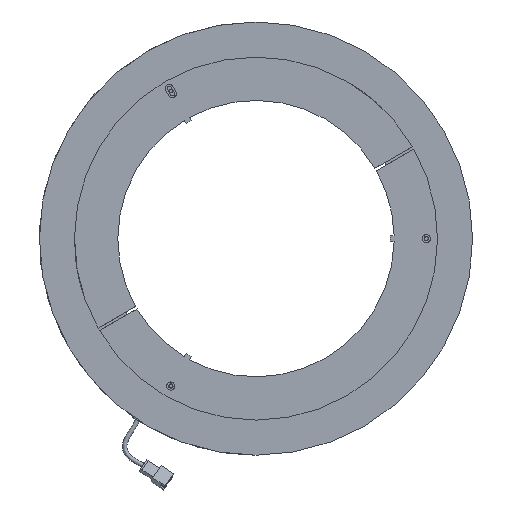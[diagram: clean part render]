
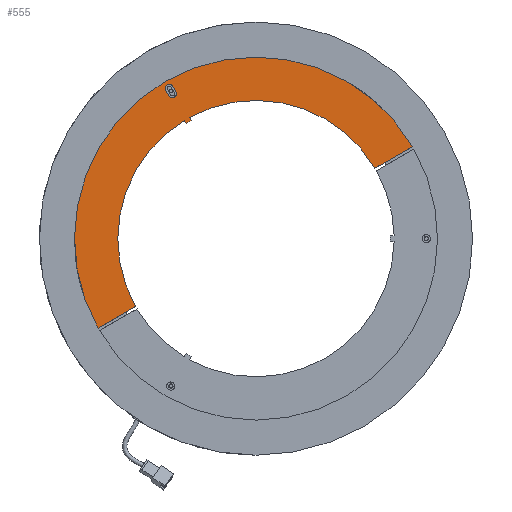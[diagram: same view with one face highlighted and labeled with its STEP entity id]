
A CAD part, front view. The second image highlights one B-rep face of the part: STEP entity #555.
In plain terms, the highlighted planar face has unit normal (0, -1, 0).
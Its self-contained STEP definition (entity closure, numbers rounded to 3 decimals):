
#63 = DIRECTION ( 'NONE',  ( 0.5, 0., -0.866 ) ) ;
#159 = ORIENTED_EDGE ( 'NONE', *, *, #504, .T. ) ;
#160 = ORIENTED_EDGE ( 'NONE', *, *, #477, .T. ) ;
#161 = ORIENTED_EDGE ( 'NONE', *, *, #694, .T. ) ;
#162 = ORIENTED_EDGE ( 'NONE', *, *, #481, .T. ) ;
#163 = ORIENTED_EDGE ( 'NONE', *, *, #502, .T. ) ;
#164 = ORIENTED_EDGE ( 'NONE', *, *, #456, .T. ) ;
#165 = ORIENTED_EDGE ( 'NONE', *, *, #459, .T. ) ;
#166 = ORIENTED_EDGE ( 'NONE', *, *, #464, .F. ) ;
#167 = ORIENTED_EDGE ( 'NONE', *, *, #505, .T. ) ;
#168 = ORIENTED_EDGE ( 'NONE', *, *, #611, .T. ) ;
#169 = ORIENTED_EDGE ( 'NONE', *, *, #675, .F. ) ;
#170 = ORIENTED_EDGE ( 'NONE', *, *, #625, .T. ) ;
#171 = ORIENTED_EDGE ( 'NONE', *, *, #453, .T. ) ;
#424 = CARTESIAN_POINT ( 'NONE',  ( 0., -10., 0. ) ) ;
#425 = DIRECTION ( 'NONE',  ( 0., 1., 0. ) ) ;
#426 = DIRECTION ( 'NONE',  ( 0.5, 0., -0.866 ) ) ;
#432 = CARTESIAN_POINT ( 'NONE',  ( -1.732, -10., -1. ) ) ;
#433 = DIRECTION ( 'NONE',  ( 0.5, 0., -0.866 ) ) ;
#438 = CARTESIAN_POINT ( 'NONE',  ( 0., -10., 0. ) ) ;
#439 = DIRECTION ( 'NONE',  ( 0., 1., 0. ) ) ;
#440 = DIRECTION ( 'NONE',  ( 0.5, 0., -0.866 ) ) ;
#449 = CARTESIAN_POINT ( 'NONE',  ( 1.732, -10., 1. ) ) ;
#453 = EDGE_CURVE ( 'NONE', #1054, #946, #2140, .T. ) ;
#456 = EDGE_CURVE ( 'NONE', #946, #1052, #2149, .T. ) ;
#459 = EDGE_CURVE ( 'NONE', #1052, #954, #2150, .T. ) ;
#464 = EDGE_CURVE ( 'NONE', #1009, #954, #2158, .T. ) ;
#477 = EDGE_CURVE ( 'NONE', #1016, #958, #2173, .T. ) ;
#481 = EDGE_CURVE ( 'NONE', #960, #1019, #2183, .T. ) ;
#502 = EDGE_CURVE ( 'NONE', #1019, #1014, #2200, .T. ) ;
#504 = EDGE_CURVE ( 'NONE', #1014, #1016, #2206, .T. ) ;
#505 = EDGE_CURVE ( 'NONE', #1009, #971, #2207, .T. ) ;
#555 = ADVANCED_FACE ( 'NONE', ( #3846, #3850 ), #3630, .T. ) ;
#611 = EDGE_CURVE ( 'NONE', #971, #1046, #4592, .T. ) ;
#625 = EDGE_CURVE ( 'NONE', #1036, #1054, #4612, .T. ) ;
#675 = EDGE_CURVE ( 'NONE', #1036, #1046, #4687, .T. ) ;
#694 = EDGE_CURVE ( 'NONE', #958, #960, #4707, .T. ) ;
#946 = VERTEX_POINT ( 'NONE', #5502 ) ;
#954 = VERTEX_POINT ( 'NONE', #5508 ) ;
#958 = VERTEX_POINT ( 'NONE', #5511 ) ;
#960 = VERTEX_POINT ( 'NONE', #5513 ) ;
#971 = VERTEX_POINT ( 'NONE', #5527 ) ;
#1009 = VERTEX_POINT ( 'NONE', #5565 ) ;
#1014 = VERTEX_POINT ( 'NONE', #5570 ) ;
#1016 = VERTEX_POINT ( 'NONE', #5572 ) ;
#1019 = VERTEX_POINT ( 'NONE', #5575 ) ;
#1036 = VERTEX_POINT ( 'NONE', #5592 ) ;
#1046 = VERTEX_POINT ( 'NONE', #5602 ) ;
#1052 = VERTEX_POINT ( 'NONE', #5608 ) ;
#1054 = VERTEX_POINT ( 'NONE', #5610 ) ;
#1248 = EDGE_LOOP ( 'NONE', ( #164, #165, #166, #167, #168, #169, #170, #171 ) ) ;
#1259 = EDGE_LOOP ( 'NONE', ( #159, #160, #161, #162, #163 ) ) ;
#2140 = CIRCLE ( 'NONE', #2282, 92.5 ) ;
#2146 = VECTOR ( 'NONE', #433, 1000. ) ;
#2149 = LINE ( 'NONE', #432, #2146 ) ;
#2150 = CIRCLE ( 'NONE', #2284, 90.001 ) ;
#2158 = LINE ( 'NONE', #449, #2161 ) ;
#2161 = VECTOR ( 'NONE', #63, 1000. ) ;
#2173 = LINE ( 'NONE', #2461, #2182 ) ;
#2182 = VECTOR ( 'NONE', #2467, 1000. ) ;
#2183 = CIRCLE ( 'NONE', #2292, 2.75 ) ;
#2200 = LINE ( 'NONE', #2612, #2205 ) ;
#2205 = VECTOR ( 'NONE', #2607, 1000. ) ;
#2206 = CIRCLE ( 'NONE', #2299, 2.75 ) ;
#2207 = CIRCLE ( 'NONE', #2300, 92.5 ) ;
#2282 = AXIS2_PLACEMENT_3D ( 'NONE', #424, #425, #426 ) ;
#2284 = AXIS2_PLACEMENT_3D ( 'NONE', #438, #439, #440 ) ;
#2292 = AXIS2_PLACEMENT_3D ( 'NONE', #2478, #2479, #2480 ) ;
#2299 = AXIS2_PLACEMENT_3D ( 'NONE', #2621, #2622, #2623 ) ;
#2300 = AXIS2_PLACEMENT_3D ( 'NONE', #2626, #2627, #2628 ) ;
#2461 = CARTESIAN_POINT ( 'NONE',  ( -2.382, -10., -1.375 ) ) ;
#2467 = DIRECTION ( 'NONE',  ( -0.5, 0., 0.866 ) ) ;
#2478 = CARTESIAN_POINT ( 'NONE',  ( -57.997, -10., 100.461 ) ) ;
#2479 = DIRECTION ( 'NONE',  ( 0., 1., 0. ) ) ;
#2480 = DIRECTION ( 'NONE',  ( -0.5, 0., 0.866 ) ) ;
#2607 = DIRECTION ( 'NONE',  ( 0.5, 0., -0.866 ) ) ;
#2612 = CARTESIAN_POINT ( 'NONE',  ( 2.382, -10., 1.375 ) ) ;
#2621 = CARTESIAN_POINT ( 'NONE',  ( -55.997, -10., 96.997 ) ) ;
#2622 = DIRECTION ( 'NONE',  ( 0., 1., 0. ) ) ;
#2623 = DIRECTION ( 'NONE',  ( -0.5, 0., 0.866 ) ) ;
#2626 = CARTESIAN_POINT ( 'NONE',  ( 0., -10., 0. ) ) ;
#2627 = DIRECTION ( 'NONE',  ( 0., 1., 0. ) ) ;
#2628 = DIRECTION ( 'NONE',  ( 0.5, 0., -0.866 ) ) ;
#3371 = AXIS2_PLACEMENT_3D ( 'NONE', #3637, #3638, #3639 ) ;
#3630 = PLANE ( 'NONE',  #3371 ) ;
#3637 = CARTESIAN_POINT ( 'NONE',  ( 231.611, -10., 133.711 ) ) ;
#3638 = DIRECTION ( 'NONE',  ( 0., -1., 0. ) ) ;
#3639 = DIRECTION ( 'NONE',  ( -0.5, 0., 0.866 ) ) ;
#3846 = FACE_BOUND ( 'NONE', #1259, .T. ) ;
#3850 = FACE_OUTER_BOUND ( 'NONE', #1248, .T. ) ;
#4487 = AXIS2_PLACEMENT_3D ( 'NONE', #5070, #5071, #5072 ) ;
#4499 = AXIS2_PLACEMENT_3D ( 'NONE', #5157, #5158, #5159 ) ;
#4592 = LINE ( 'NONE', #8370, #4594 ) ;
#4594 = VECTOR ( 'NONE', #8404, 1000. ) ;
#4612 = LINE ( 'NONE', #8458, #4614 ) ;
#4614 = VECTOR ( 'NONE', #8465, 1000. ) ;
#4687 = CIRCLE ( 'NONE', #4487, 121.5 ) ;
#4707 = CIRCLE ( 'NONE', #4499, 2.75 ) ;
#5070 = CARTESIAN_POINT ( 'NONE',  ( 0., -10., 0. ) ) ;
#5071 = DIRECTION ( 'NONE',  ( 0., 1., 0. ) ) ;
#5072 = DIRECTION ( 'NONE',  ( 0.5, 0., -0.866 ) ) ;
#5157 = CARTESIAN_POINT ( 'NONE',  ( -57.997, -10., 100.461 ) ) ;
#5158 = DIRECTION ( 'NONE',  ( 0., 1., 0. ) ) ;
#5159 = DIRECTION ( 'NONE',  ( -0.5, 0., 0.866 ) ) ;
#5502 = CARTESIAN_POINT ( 'NONE',  ( -47.969, -10., 79.09 ) ) ;
#5508 = CARTESIAN_POINT ( 'NONE',  ( -43.255, -10., 78.925 ) ) ;
#5511 = CARTESIAN_POINT ( 'NONE',  ( -60.378, -10., 99.086 ) ) ;
#5513 = CARTESIAN_POINT ( 'NONE',  ( -59.372, -10., 102.842 ) ) ;
#5527 = CARTESIAN_POINT ( 'NONE',  ( 79.604, -10., 47.111 ) ) ;
#5565 = CARTESIAN_POINT ( 'NONE',  ( -44.505, -10., 81.09 ) ) ;
#5570 = CARTESIAN_POINT ( 'NONE',  ( -53.615, -10., 98.372 ) ) ;
#5572 = CARTESIAN_POINT ( 'NONE',  ( -58.379, -10., 95.622 ) ) ;
#5575 = CARTESIAN_POINT ( 'NONE',  ( -55.615, -10., 101.836 ) ) ;
#5592 = CARTESIAN_POINT ( 'NONE',  ( -105.72, -10., -59.879 ) ) ;
#5602 = CARTESIAN_POINT ( 'NONE',  ( 104.72, -10., 61.611 ) ) ;
#5608 = CARTESIAN_POINT ( 'NONE',  ( -46.719, -10., 76.925 ) ) ;
#5610 = CARTESIAN_POINT ( 'NONE',  ( -80.604, -10., -45.379 ) ) ;
#8370 = CARTESIAN_POINT ( 'NONE',  ( 231.111, -10., 134.577 ) ) ;
#8404 = DIRECTION ( 'NONE',  ( 0.866, 0., 0.5 ) ) ;
#8458 = CARTESIAN_POINT ( 'NONE',  ( 231.111, -10., 134.577 ) ) ;
#8465 = DIRECTION ( 'NONE',  ( 0.866, 0., 0.5 ) ) ;
